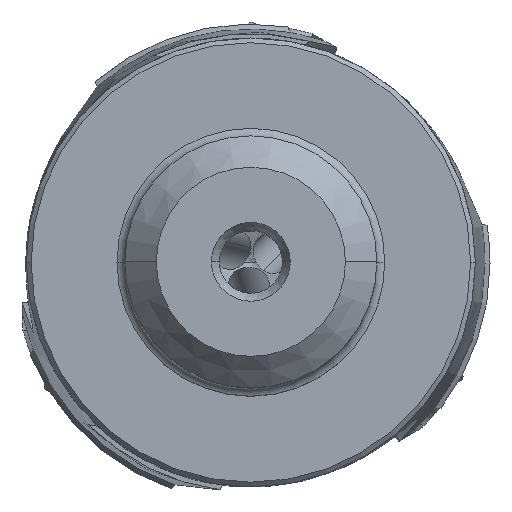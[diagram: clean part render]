
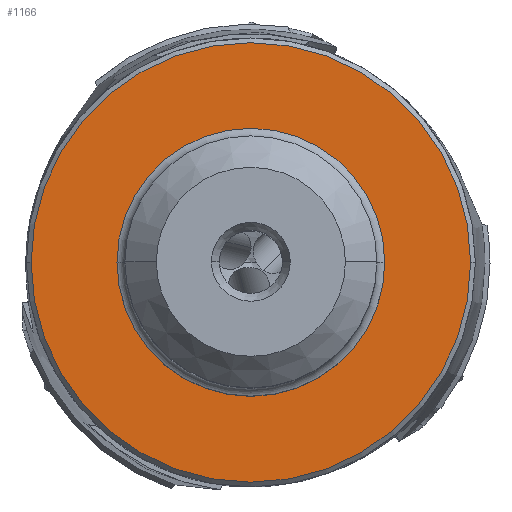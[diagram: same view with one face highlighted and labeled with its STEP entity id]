
A CAD part, top view. The second image highlights one B-rep face of the part: STEP entity #1166.
In plain terms, the highlighted planar face has unit normal (0, 0, 1).
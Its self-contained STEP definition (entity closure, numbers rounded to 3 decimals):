
#1166=ADVANCED_FACE('',(#1494,#1495),#1432,.T.);
#1432=PLANE('',#5147);
#1494=FACE_BOUND('',#1528,.T.);
#1495=FACE_BOUND('',#1529,.T.);
#1528=EDGE_LOOP('',(#1811,#1812));
#1529=EDGE_LOOP('',(#1813,#1814));
#1811=ORIENTED_EDGE('',*,*,#3886,.F.);
#1812=ORIENTED_EDGE('',*,*,#3887,.F.);
#1813=ORIENTED_EDGE('',*,*,#3888,.F.);
#1814=ORIENTED_EDGE('',*,*,#3889,.F.);
#3363=VERTEX_POINT('',#7149);
#3364=VERTEX_POINT('',#7150);
#3365=VERTEX_POINT('',#7153);
#3366=VERTEX_POINT('',#7154);
#3886=EDGE_CURVE('',#3363,#3364,#4662,.T.);
#3887=EDGE_CURVE('',#3364,#3363,#4663,.T.);
#3888=EDGE_CURVE('',#3365,#3366,#4664,.T.);
#3889=EDGE_CURVE('',#3366,#3365,#4665,.T.);
#4662=CIRCLE('',#5143,13.95);
#4663=CIRCLE('',#5144,13.95);
#4664=CIRCLE('',#5145,8.5);
#4665=CIRCLE('',#5146,8.5);
#5143=AXIS2_PLACEMENT_3D('',#7148,#5769,#5770);
#5144=AXIS2_PLACEMENT_3D('',#7151,#5771,#5772);
#5145=AXIS2_PLACEMENT_3D('',#7152,#5773,#5774);
#5146=AXIS2_PLACEMENT_3D('',#7155,#5775,#5776);
#5147=AXIS2_PLACEMENT_3D('',#7156,#5777,#5778);
#5769=DIRECTION('',(0.,0.,-1.));
#5770=DIRECTION('',(-1.,0.,0.));
#5771=DIRECTION('',(0.,0.,-1.));
#5772=DIRECTION('',(1.,0.,0.));
#5773=DIRECTION('',(0.,0.,1.));
#5774=DIRECTION('',(1.,0.,0.));
#5775=DIRECTION('',(0.,0.,1.));
#5776=DIRECTION('',(-1.,0.,0.));
#5777=DIRECTION('',(0.,0.,1.));
#5778=DIRECTION('',(1.,0.,0.));
#7148=CARTESIAN_POINT('',(0.,0.,0.));
#7149=CARTESIAN_POINT('',(-13.95,0.,0.));
#7150=CARTESIAN_POINT('',(13.95,0.,0.));
#7151=CARTESIAN_POINT('',(0.,0.,0.));
#7152=CARTESIAN_POINT('',(0.,0.,0.));
#7153=CARTESIAN_POINT('',(8.5,0.,0.));
#7154=CARTESIAN_POINT('',(-8.5,0.,0.));
#7155=CARTESIAN_POINT('',(0.,0.,0.));
#7156=CARTESIAN_POINT('',(0.,0.,0.));
